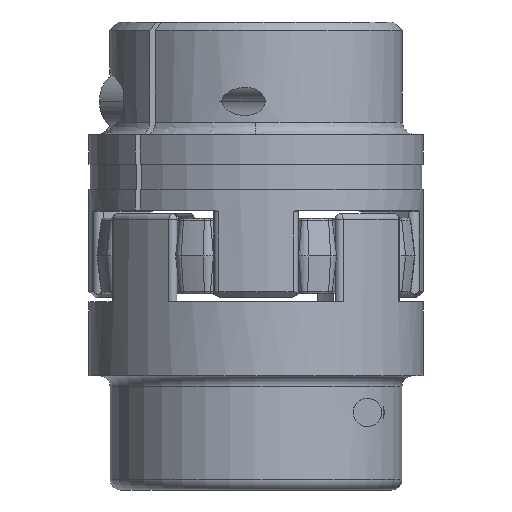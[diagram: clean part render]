
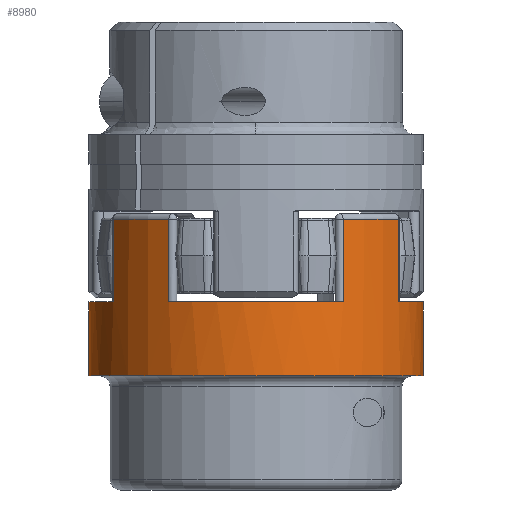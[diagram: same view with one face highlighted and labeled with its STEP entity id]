
A CAD part, front view. The second image highlights one B-rep face of the part: STEP entity #8980.
In plain terms, the highlighted cylindrical face has radius 40 mm (diameter 80 mm), a partial arc.
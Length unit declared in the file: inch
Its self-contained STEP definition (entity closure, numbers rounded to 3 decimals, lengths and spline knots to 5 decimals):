
#4 = CARTESIAN_POINT ( 'NONE',  ( -1.34418, -0.82047, 2.552 ) ) ;
#301 = CARTESIAN_POINT ( 'NONE',  ( 1.57468, -0.02, 1.075 ) ) ;
#480 = VERTEX_POINT ( 'NONE', #7431 ) ;
#493 = ORIENTED_EDGE ( 'NONE', *, *, #7800, .T. ) ;
#747 = VECTOR ( 'NONE', #13424, 39.37008 ) ;
#823 = VERTEX_POINT ( 'NONE', #5159 ) ;
#849 = VECTOR ( 'NONE', #17873, 39.37008 ) ;
#987 = VERTEX_POINT ( 'NONE', #3622 ) ;
#1384 = ORIENTED_EDGE ( 'NONE', *, *, #16376, .T. ) ;
#1387 = CARTESIAN_POINT ( 'NONE',  ( -1.34418, -0.82047, 1.772 ) ) ;
#1493 = VERTEX_POINT ( 'NONE', #4 ) ;
#1679 = CARTESIAN_POINT ( 'NONE',  ( 0.82047, -1.34418, 2.552 ) ) ;
#1940 = VERTEX_POINT ( 'NONE', #15243 ) ;
#2318 = ORIENTED_EDGE ( 'NONE', *, *, #16394, .T. ) ;
#3026 = ORIENTED_EDGE ( 'NONE', *, *, #16326, .F. ) ;
#3622 = CARTESIAN_POINT ( 'NONE',  ( 1.57468, -0.02, 1.772 ) ) ;
#3744 = CARTESIAN_POINT ( 'NONE',  ( 0., 0., 1.075 ) ) ;
#4228 = VERTEX_POINT ( 'NONE', #19324 ) ;
#4346 = ORIENTED_EDGE ( 'NONE', *, *, #16399, .F. ) ;
#4405 = CIRCLE ( 'NONE', #11381, 1.5748 ) ;
#4430 = ORIENTED_EDGE ( 'NONE', *, *, #8349, .T. ) ;
#5159 = CARTESIAN_POINT ( 'NONE',  ( -0.82047, -1.34418, 1.772 ) ) ;
#5406 = VERTEX_POINT ( 'NONE', #1679 ) ;
#6013 = EDGE_LOOP ( 'NONE', ( #4346, #19532, #493, #6503, #3026, #6304, #9475, #2318, #15518, #1384, #4430, #7472 ) ) ;
#6304 = ORIENTED_EDGE ( 'NONE', *, *, #11618, .T. ) ;
#6503 = ORIENTED_EDGE ( 'NONE', *, *, #16277, .T. ) ;
#6732 = VERTEX_POINT ( 'NONE', #1387 ) ;
#6912 = DIRECTION ( 'NONE',  ( 1., 0., 0. ) ) ;
#7052 = VERTEX_POINT ( 'NONE', #12830 ) ;
#7431 = CARTESIAN_POINT ( 'NONE',  ( -1.5748, 0., 1.772 ) ) ;
#7472 = ORIENTED_EDGE ( 'NONE', *, *, #8737, .T. ) ;
#7649 = VECTOR ( 'NONE', #19696, 39.37008 ) ;
#7800 = EDGE_CURVE ( 'NONE', #8462, #16102, #13878, .T. ) ;
#8325 = CARTESIAN_POINT ( 'NONE',  ( 0., 0., 1.772 ) ) ;
#8349 = EDGE_CURVE ( 'NONE', #14498, #1493, #4405, .T. ) ;
#8462 = VERTEX_POINT ( 'NONE', #16633 ) ;
#8598 = DIRECTION ( 'NONE',  ( 1., 0., 0. ) ) ;
#8609 = AXIS2_PLACEMENT_3D ( 'NONE', #13340, #13333, #13331 ) ;
#8737 = EDGE_CURVE ( 'NONE', #1493, #6732, #13455, .T. ) ;
#8980 = ADVANCED_FACE ( 'NONE', ( #11160 ), #11155, .T. ) ;
#9221 = AXIS2_PLACEMENT_3D ( 'NONE', #10909, #10907, #10884 ) ;
#9475 = ORIENTED_EDGE ( 'NONE', *, *, #10832, .T. ) ;
#10500 = DIRECTION ( 'NONE',  ( 0., 0., 1. ) ) ;
#10832 = EDGE_CURVE ( 'NONE', #7052, #5406, #14740, .T. ) ;
#10884 = DIRECTION ( 'NONE',  ( -1., 0., 0. ) ) ;
#10907 = DIRECTION ( 'NONE',  ( 0., 0., -1. ) ) ;
#10909 = CARTESIAN_POINT ( 'NONE',  ( 0., 0., 1.772 ) ) ;
#11155 = CYLINDRICAL_SURFACE ( 'NONE', #9221, 1.5748 ) ;
#11160 = FACE_OUTER_BOUND ( 'NONE', #6013, .T. ) ;
#11381 = AXIS2_PLACEMENT_3D ( 'NONE', #17338, #17336, #17312 ) ;
#11618 = EDGE_CURVE ( 'NONE', #4228, #7052, #19058, .T. ) ;
#11717 = VECTOR ( 'NONE', #19032, 39.37008 ) ;
#11820 = CIRCLE ( 'NONE', #19310, 1.5748 ) ;
#12371 = CARTESIAN_POINT ( 'NONE',  ( 0., 0., 2.552 ) ) ;
#12830 = CARTESIAN_POINT ( 'NONE',  ( 1.34418, -0.82047, 2.552 ) ) ;
#13331 = DIRECTION ( 'NONE',  ( 1., 0., 0. ) ) ;
#13333 = DIRECTION ( 'NONE',  ( 0., 0., 1. ) ) ;
#13340 = CARTESIAN_POINT ( 'NONE',  ( 0., 0., 1.772 ) ) ;
#13384 = DIRECTION ( 'NONE',  ( 0., 0., -1. ) ) ;
#13389 = CARTESIAN_POINT ( 'NONE',  ( 0.82047, -1.34418, 1.772 ) ) ;
#13407 = LINE ( 'NONE', #13389, #19655 ) ;
#13424 = DIRECTION ( 'NONE',  ( 0., 0., -1. ) ) ;
#13428 = CARTESIAN_POINT ( 'NONE',  ( -1.34418, -0.82047, 1.772 ) ) ;
#13455 = LINE ( 'NONE', #13428, #747 ) ;
#13491 = DIRECTION ( 'NONE',  ( 1., 0., 0. ) ) ;
#13878 = CIRCLE ( 'NONE', #18197, 1.5748 ) ;
#14010 = DIRECTION ( 'NONE',  ( 1., 0., 0. ) ) ;
#14029 = DIRECTION ( 'NONE',  ( 0., 0., 1. ) ) ;
#14081 = CARTESIAN_POINT ( 'NONE',  ( 0., 0., 1.772 ) ) ;
#14121 = AXIS2_PLACEMENT_3D ( 'NONE', #12371, #15765, #6912 ) ;
#14498 = VERTEX_POINT ( 'NONE', #16215 ) ;
#14682 = AXIS2_PLACEMENT_3D ( 'NONE', #14081, #14029, #14010 ) ;
#14715 = CIRCLE ( 'NONE', #14682, 1.5748 ) ;
#14740 = CIRCLE ( 'NONE', #14121, 1.5748 ) ;
#15006 = DIRECTION ( 'NONE',  ( 0., 0., 1. ) ) ;
#15054 = CARTESIAN_POINT ( 'NONE',  ( -0.82047, -1.34418, 1.772 ) ) ;
#15081 = LINE ( 'NONE', #15054, #19402 ) ;
#15243 = CARTESIAN_POINT ( 'NONE',  ( 0.82047, -1.34418, 1.772 ) ) ;
#15518 = ORIENTED_EDGE ( 'NONE', *, *, #17348, .F. ) ;
#15765 = DIRECTION ( 'NONE',  ( 0., 0., -1. ) ) ;
#15999 = DIRECTION ( 'NONE',  ( 0., 0., 1. ) ) ;
#16102 = VERTEX_POINT ( 'NONE', #301 ) ;
#16151 = EDGE_CURVE ( 'NONE', #480, #8462, #18851, .T. ) ;
#16215 = CARTESIAN_POINT ( 'NONE',  ( -0.82047, -1.34418, 2.552 ) ) ;
#16277 = EDGE_CURVE ( 'NONE', #16102, #987, #16952, .T. ) ;
#16326 = EDGE_CURVE ( 'NONE', #4228, #987, #11820, .T. ) ;
#16376 = EDGE_CURVE ( 'NONE', #823, #14498, #15081, .T. ) ;
#16394 = EDGE_CURVE ( 'NONE', #5406, #1940, #13407, .T. ) ;
#16399 = EDGE_CURVE ( 'NONE', #480, #6732, #19653, .T. ) ;
#16633 = CARTESIAN_POINT ( 'NONE',  ( -1.5748, 0., 1.075 ) ) ;
#16952 = LINE ( 'NONE', #19394, #849 ) ;
#17312 = DIRECTION ( 'NONE',  ( 1., 0., 0. ) ) ;
#17336 = DIRECTION ( 'NONE',  ( 0., 0., -1. ) ) ;
#17338 = CARTESIAN_POINT ( 'NONE',  ( 0., 0., 2.552 ) ) ;
#17348 = EDGE_CURVE ( 'NONE', #823, #1940, #14715, .T. ) ;
#17873 = DIRECTION ( 'NONE',  ( 0., 0., 1. ) ) ;
#18197 = AXIS2_PLACEMENT_3D ( 'NONE', #3744, #15999, #13491 ) ;
#18851 = LINE ( 'NONE', #19289, #7649 ) ;
#19032 = DIRECTION ( 'NONE',  ( 0., 0., 1. ) ) ;
#19051 = CARTESIAN_POINT ( 'NONE',  ( 1.34418, -0.82047, 1.772 ) ) ;
#19058 = LINE ( 'NONE', #19051, #11717 ) ;
#19289 = CARTESIAN_POINT ( 'NONE',  ( -1.5748, 0., 1.772 ) ) ;
#19310 = AXIS2_PLACEMENT_3D ( 'NONE', #8325, #10500, #8598 ) ;
#19324 = CARTESIAN_POINT ( 'NONE',  ( 1.34418, -0.82047, 1.772 ) ) ;
#19394 = CARTESIAN_POINT ( 'NONE',  ( 1.57468, -0.02, 0. ) ) ;
#19402 = VECTOR ( 'NONE', #15006, 39.37008 ) ;
#19532 = ORIENTED_EDGE ( 'NONE', *, *, #16151, .T. ) ;
#19653 = CIRCLE ( 'NONE', #8609, 1.5748 ) ;
#19655 = VECTOR ( 'NONE', #13384, 39.37008 ) ;
#19696 = DIRECTION ( 'NONE',  ( 0., 0., -1. ) ) ;
